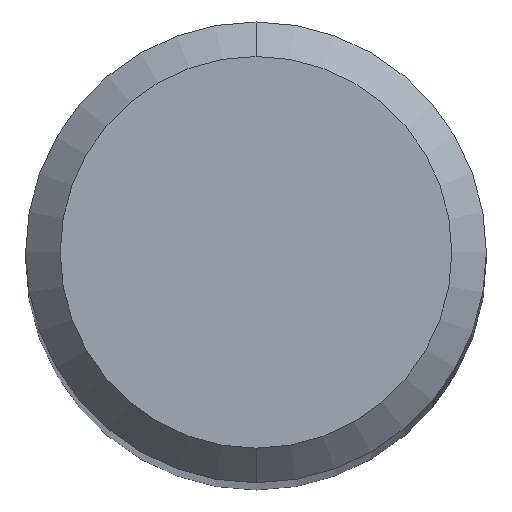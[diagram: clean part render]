
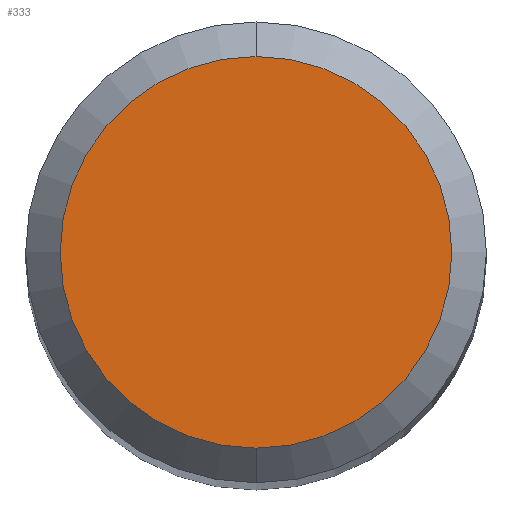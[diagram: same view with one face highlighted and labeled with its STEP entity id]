
A CAD part, top view. The second image highlights one B-rep face of the part: STEP entity #333.
In plain terms, the highlighted planar face has unit normal (0, 0, 1).
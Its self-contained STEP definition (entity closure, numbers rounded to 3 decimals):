
#333=ADVANCED_FACE('',(#662),#663,.T.);
#349=EDGE_CURVE('',#463,#375,#680,.T.);
#351=EDGE_CURVE('',#375,#463,#682,.T.);
#375=VERTEX_POINT('',#709);
#463=VERTEX_POINT('',#809);
#662=FACE_OUTER_BOUND('',#1152,.T.);
#663=PLANE('',#1153);
#680=CIRCLE('',#1204,1.7);
#682=CIRCLE('',#1207,1.7);
#709=CARTESIAN_POINT('',(0.,-1.7,0.0));
#809=CARTESIAN_POINT('',(0.0,1.7,0.0));
#1152=EDGE_LOOP('',(#1645,#1646));
#1153=AXIS2_PLACEMENT_3D('',#1647,#1648,#1649);
#1204=AXIS2_PLACEMENT_3D('',#1668,#1669,#1670);
#1207=AXIS2_PLACEMENT_3D('',#1671,#1672,#1673);
#1645=ORIENTED_EDGE('',*,*,#349,.F.);
#1646=ORIENTED_EDGE('',*,*,#351,.F.);
#1647=CARTESIAN_POINT('',(0.0,0.85,0.0));
#1648=DIRECTION('',(-0.0,0.0,1.0));
#1649=DIRECTION('',(0.0,-1.0,0.0));
#1668=CARTESIAN_POINT('',(0.0,0.0,0.0));
#1669=DIRECTION('',(0.0,0.0,-1.0));
#1670=DIRECTION('',(0.0,1.0,0.0));
#1671=CARTESIAN_POINT('',(0.0,0.0,0.0));
#1672=DIRECTION('',(0.0,0.0,-1.0));
#1673=DIRECTION('',(0.0,1.0,0.0));
